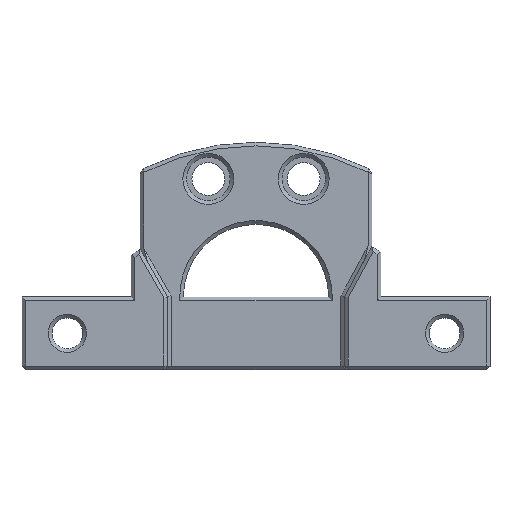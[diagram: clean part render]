
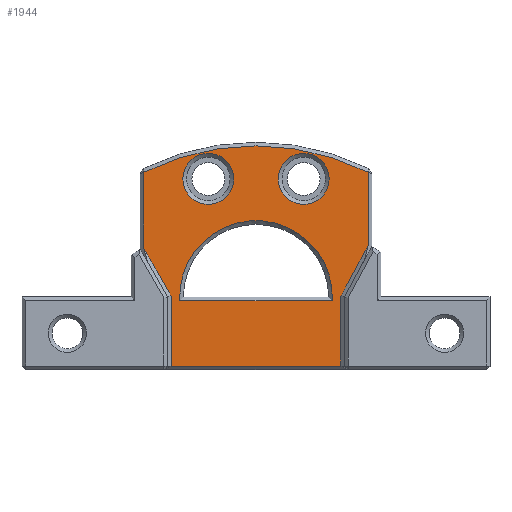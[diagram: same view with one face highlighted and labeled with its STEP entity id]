
A CAD part, top view. The second image highlights one B-rep face of the part: STEP entity #1944.
In plain terms, the highlighted planar face has unit normal (0, 0, 1).
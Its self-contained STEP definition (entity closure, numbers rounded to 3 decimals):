
#76=FACE_BOUND('',#335,.T.);
#77=FACE_BOUND('',#336,.T.);
#78=FACE_BOUND('',#337,.T.);
#112=CIRCLE('',#2118,2.8);
#113=CIRCLE('',#2120,27.581);
#114=CIRCLE('',#2121,2.8);
#115=CIRCLE('',#2122,8.4);
#202=FACE_OUTER_BOUND('',#334,.T.);
#334=EDGE_LOOP('',(#1569,#1570,#1571,#1572,#1573,#1574,#1575,#1576));
#335=EDGE_LOOP('',(#1577));
#336=EDGE_LOOP('',(#1578,#1579));
#337=EDGE_LOOP('',(#1580));
#394=LINE('',#2751,#601);
#403=LINE('',#2771,#610);
#417=LINE('',#2799,#624);
#500=LINE('',#2995,#707);
#508=LINE('',#3008,#715);
#547=LINE('',#3169,#754);
#548=LINE('',#3172,#755);
#549=LINE('',#3177,#756);
#601=VECTOR('',#2196,10.);
#610=VECTOR('',#2209,10.);
#624=VECTOR('',#2233,10.);
#707=VECTOR('',#2398,10.);
#715=VECTOR('',#2412,10.);
#754=VECTOR('',#2571,10.);
#755=VECTOR('',#2574,10.);
#756=VECTOR('',#2577,10.);
#807=VERTEX_POINT('',#2749);
#808=VERTEX_POINT('',#2750);
#816=VERTEX_POINT('',#2768);
#817=VERTEX_POINT('',#2770);
#819=VERTEX_POINT('',#2775);
#824=VERTEX_POINT('',#2791);
#927=VERTEX_POINT('',#3164);
#928=VERTEX_POINT('',#3168);
#929=VERTEX_POINT('',#3170);
#930=VERTEX_POINT('',#3173);
#931=VERTEX_POINT('',#3175);
#932=VERTEX_POINT('',#3176);
#961=EDGE_CURVE('',#807,#808,#394,.T.);
#970=EDGE_CURVE('',#816,#817,#403,.T.);
#984=EDGE_CURVE('',#824,#819,#417,.T.);
#1077=EDGE_CURVE('',#817,#824,#500,.T.);
#1085=EDGE_CURVE('',#819,#807,#508,.T.);
#1158=EDGE_CURVE('',#927,#927,#112,.T.);
#1159=EDGE_CURVE('',#928,#816,#547,.T.);
#1160=EDGE_CURVE('',#929,#928,#113,.T.);
#1161=EDGE_CURVE('',#808,#929,#548,.T.);
#1162=EDGE_CURVE('',#930,#930,#114,.T.);
#1163=EDGE_CURVE('',#931,#932,#549,.T.);
#1164=EDGE_CURVE('',#932,#931,#115,.T.);
#1569=ORIENTED_EDGE('',*,*,#970,.F.);
#1570=ORIENTED_EDGE('',*,*,#1159,.F.);
#1571=ORIENTED_EDGE('',*,*,#1160,.F.);
#1572=ORIENTED_EDGE('',*,*,#1161,.F.);
#1573=ORIENTED_EDGE('',*,*,#961,.F.);
#1574=ORIENTED_EDGE('',*,*,#1085,.F.);
#1575=ORIENTED_EDGE('',*,*,#984,.F.);
#1576=ORIENTED_EDGE('',*,*,#1077,.F.);
#1577=ORIENTED_EDGE('',*,*,#1162,.F.);
#1578=ORIENTED_EDGE('',*,*,#1163,.F.);
#1579=ORIENTED_EDGE('',*,*,#1164,.F.);
#1580=ORIENTED_EDGE('',*,*,#1158,.F.);
#1830=PLANE('',#2119);
#1944=ADVANCED_FACE('',(#202,#76,#77,#78),#1830,.T.);
#2118=AXIS2_PLACEMENT_3D('',#3166,#2567,#2568);
#2119=AXIS2_PLACEMENT_3D('',#3167,#2569,#2570);
#2120=AXIS2_PLACEMENT_3D('',#3171,#2572,#2573);
#2121=AXIS2_PLACEMENT_3D('',#3174,#2575,#2576);
#2122=AXIS2_PLACEMENT_3D('',#3178,#2578,#2579);
#2196=DIRECTION('',(-0.496,0.869,0.));
#2209=DIRECTION('',(-0.475,-0.88,0.));
#2233=DIRECTION('',(-1.,0.,0.));
#2398=DIRECTION('',(0.,-1.,0.));
#2412=DIRECTION('',(0.,1.,0.));
#2567=DIRECTION('center_axis',(0.,0.,1.));
#2568=DIRECTION('ref_axis',(1.,0.,0.));
#2569=DIRECTION('center_axis',(0.,0.,1.));
#2570=DIRECTION('ref_axis',(1.,0.,0.));
#2571=DIRECTION('',(0.,-1.,0.));
#2572=DIRECTION('center_axis',(0.,0.,-1.));
#2573=DIRECTION('ref_axis',(0.92,0.391,0.));
#2574=DIRECTION('',(0.,1.,0.));
#2575=DIRECTION('center_axis',(0.,0.,1.));
#2576=DIRECTION('ref_axis',(1.,0.,0.));
#2577=DIRECTION('',(1.,0.,0.));
#2578=DIRECTION('center_axis',(0.,0.,1.));
#2579=DIRECTION('ref_axis',(-1.,0.,0.));
#2749=CARTESIAN_POINT('',(16.4,8.106,-0.5));
#2750=CARTESIAN_POINT('',(13.4,13.362,-0.5));
#2751=CARTESIAN_POINT('',(15.712,9.311,-0.5));
#2768=CARTESIAN_POINT('',(38.1,13.66,-0.5));
#2770=CARTESIAN_POINT('',(35.1,8.101,-0.5));
#2771=CARTESIAN_POINT('',(37.328,12.23,-0.5));
#2775=CARTESIAN_POINT('',(16.4,0.4,-0.5));
#2791=CARTESIAN_POINT('',(35.1,0.4,-0.5));
#2799=CARTESIAN_POINT('',(12.875,0.4,-0.5));
#2995=CARTESIAN_POINT('',(35.1,12.258,-0.5));
#3008=CARTESIAN_POINT('',(16.4,8.258,-0.5));
#3164=CARTESIAN_POINT('',(28.2,21.,-0.5));
#3166=CARTESIAN_POINT('Origin',(31.,21.,-0.5));
#3167=CARTESIAN_POINT('Origin',(25.75,16.516,-0.5));
#3168=CARTESIAN_POINT('',(38.1,21.713,-0.5));
#3169=CARTESIAN_POINT('',(38.1,12.258,-0.5));
#3170=CARTESIAN_POINT('',(13.4,21.713,-0.5));
#3171=CARTESIAN_POINT('Origin',(25.75,-2.949,-0.5));
#3172=CARTESIAN_POINT('',(13.4,12.258,-0.5));
#3173=CARTESIAN_POINT('',(17.7,21.,-0.5));
#3174=CARTESIAN_POINT('Origin',(20.5,21.,-0.5));
#3175=CARTESIAN_POINT('',(17.36,7.6,-0.5));
#3176=CARTESIAN_POINT('',(34.14,7.6,-0.5));
#3177=CARTESIAN_POINT('',(38.625,7.6,-0.5));
#3178=CARTESIAN_POINT('Origin',(25.75,8.,-0.5));
